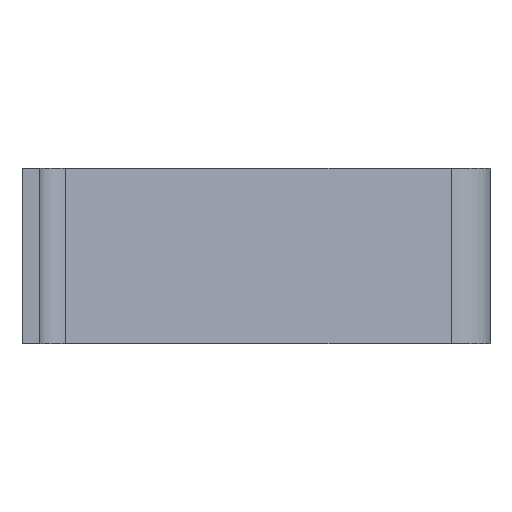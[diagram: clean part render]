
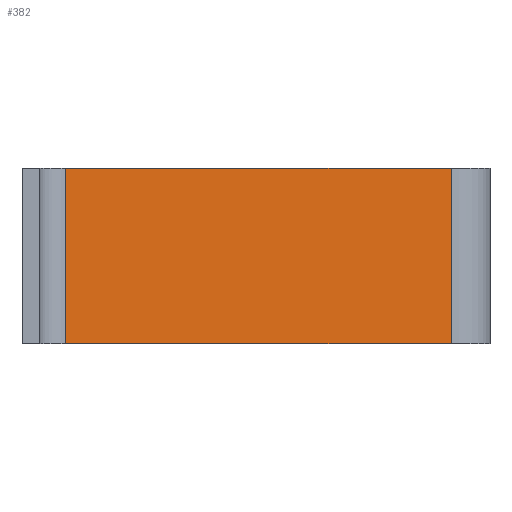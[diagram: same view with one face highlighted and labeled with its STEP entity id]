
A CAD part, front view. The second image highlights one B-rep face of the part: STEP entity #382.
In plain terms, the highlighted planar face has unit normal (0.114, -0.994, 0).
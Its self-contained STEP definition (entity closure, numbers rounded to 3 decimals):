
#252 = VERTEX_POINT( '', #647 );
#284 = VERTEX_POINT( '', #682 );
#314 = VERTEX_POINT( '', #715 );
#328 = EDGE_CURVE( '', #524, #252, #731, .T. );
#382 = ADVANCED_FACE( '', ( #791 ), #792, .T. );
#404 = EDGE_CURVE( '', #314, #284, #819, .T. );
#420 = EDGE_CURVE( '', #284, #252, #835, .T. );
#476 = EDGE_CURVE( '', #314, #524, #894, .T. );
#524 = VERTEX_POINT( '', #951 );
#647 = CARTESIAN_POINT( '', ( 44.012, 18.529, -9. ) );
#682 = CARTESIAN_POINT( '', ( 44.012, 18.529, 9. ) );
#715 = CARTESIAN_POINT( '', ( 4.459, 14., 9. ) );
#731 = LINE( '', #1202, #1203 );
#791 = FACE_OUTER_BOUND( '', #1280, .T. );
#792 = PLANE( '', #1281 );
#819 = LINE( '', #1317, #1318 );
#835 = LINE( '', #1343, #1344 );
#894 = LINE( '', #1422, #1423 );
#951 = CARTESIAN_POINT( '', ( 4.459, 14., -9. ) );
#1202 = CARTESIAN_POINT( '', ( 4.459, 14., -9. ) );
#1203 = VECTOR( '', #1733, 1. );
#1280 = EDGE_LOOP( '', ( #1813, #1814, #1815, #1816 ) );
#1281 = AXIS2_PLACEMENT_3D( '', #1817, #1818, #1819 );
#1317 = CARTESIAN_POINT( '', ( 4.459, 14., 9. ) );
#1318 = VECTOR( '', #1861, 1. );
#1343 = CARTESIAN_POINT( '', ( 44.012, 18.529, 9. ) );
#1344 = VECTOR( '', #1871, 1. );
#1422 = CARTESIAN_POINT( '', ( 4.459, 14., 9. ) );
#1423 = VECTOR( '', #1925, 1. );
#1733 = DIRECTION( '', ( 0.994, 0.114, 0. ) );
#1813 = ORIENTED_EDGE( '', *, *, #328, .T. );
#1814 = ORIENTED_EDGE( '', *, *, #420, .F. );
#1815 = ORIENTED_EDGE( '', *, *, #404, .F. );
#1816 = ORIENTED_EDGE( '', *, *, #476, .T. );
#1817 = CARTESIAN_POINT( '', ( 4.459, 14., 9. ) );
#1818 = DIRECTION( '', ( 0.114, -0.994, 0. ) );
#1819 = DIRECTION( '', ( -0.994, -0.114, 0. ) );
#1861 = DIRECTION( '', ( 0.994, 0.114, 0. ) );
#1871 = DIRECTION( '', ( 0., 0., -1. ) );
#1925 = DIRECTION( '', ( 0., 0., -1. ) );
